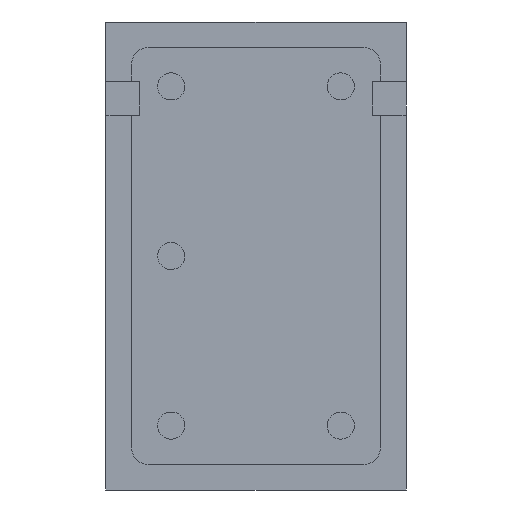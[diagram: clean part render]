
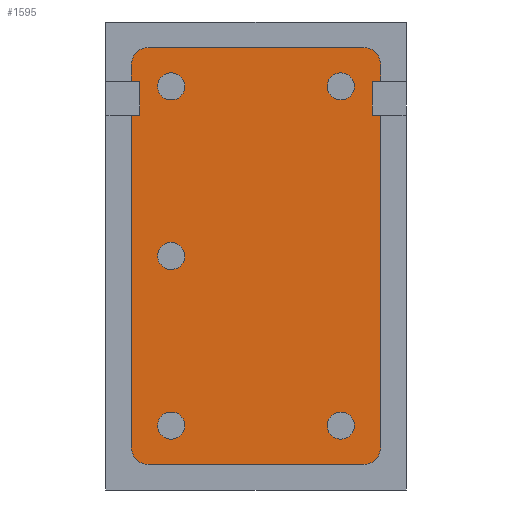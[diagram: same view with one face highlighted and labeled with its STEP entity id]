
A CAD part, front view. The second image highlights one B-rep face of the part: STEP entity #1595.
In plain terms, the highlighted planar face has unit normal (0, -1, 0).
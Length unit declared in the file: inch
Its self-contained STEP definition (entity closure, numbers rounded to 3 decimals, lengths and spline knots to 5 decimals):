
#64=CIRCLE($,#1702,0.01);
#65=CIRCLE($,#1703,0.01);
#66=CIRCLE($,#1704,0.01);
#67=CIRCLE($,#1705,0.01);
#115=FACE_OUTER_BOUND($,#209,.T.);
#209=EDGE_LOOP($,(#1126,#1127,#1128,#1129,#1130,#1131,#1132,#1133,#1134,
#1135,#1136,#1137,#1138,#1139,#1140,#1141));
#335=LINE($,#2377,#523);
#338=LINE($,#2384,#526);
#339=LINE($,#2386,#527);
#340=LINE($,#2390,#528);
#341=LINE($,#2394,#529);
#342=LINE($,#2396,#530);
#343=LINE($,#2398,#531);
#344=LINE($,#2400,#532);
#345=LINE($,#2402,#533);
#346=LINE($,#2406,#534);
#347=LINE($,#2409,#535);
#348=LINE($,#2410,#536);
#523=VECTOR($,#1901,0.196);
#526=VECTOR($,#1906,0.005);
#527=VECTOR($,#1907,0.01);
#528=VECTOR($,#1910,0.127);
#529=VECTOR($,#1913,0.01);
#530=VECTOR($,#1914,0.005);
#531=VECTOR($,#1915,0.02);
#532=VECTOR($,#1916,0.005);
#533=VECTOR($,#1917,0.196);
#534=VECTOR($,#1920,0.127);
#535=VECTOR($,#1923,0.005);
#536=VECTOR($,#1924,0.02);
#701=VERTEX_POINT($,#2373);
#703=VERTEX_POINT($,#2376);
#705=VERTEX_POINT($,#2382);
#706=VERTEX_POINT($,#2383);
#707=VERTEX_POINT($,#2385);
#708=VERTEX_POINT($,#2387);
#709=VERTEX_POINT($,#2389);
#710=VERTEX_POINT($,#2391);
#711=VERTEX_POINT($,#2393);
#712=VERTEX_POINT($,#2395);
#713=VERTEX_POINT($,#2397);
#714=VERTEX_POINT($,#2399);
#715=VERTEX_POINT($,#2401);
#716=VERTEX_POINT($,#2403);
#717=VERTEX_POINT($,#2405);
#718=VERTEX_POINT($,#2408);
#865=EDGE_CURVE($,#703,#701,#335,.T.);
#868=EDGE_CURVE($,#705,#706,#338,.T.);
#869=EDGE_CURVE($,#705,#707,#339,.T.);
#870=EDGE_CURVE($,#707,#708,#64,.T.);
#871=EDGE_CURVE($,#708,#709,#340,.T.);
#872=EDGE_CURVE($,#709,#710,#65,.T.);
#873=EDGE_CURVE($,#710,#711,#341,.T.);
#874=EDGE_CURVE($,#712,#711,#342,.T.);
#875=EDGE_CURVE($,#713,#712,#343,.T.);
#876=EDGE_CURVE($,#714,#713,#344,.T.);
#877=EDGE_CURVE($,#714,#715,#345,.T.);
#878=EDGE_CURVE($,#715,#716,#66,.T.);
#879=EDGE_CURVE($,#716,#717,#346,.T.);
#880=EDGE_CURVE($,#717,#703,#67,.T.);
#881=EDGE_CURVE($,#718,#701,#347,.T.);
#882=EDGE_CURVE($,#706,#718,#348,.T.);
#1126=ORIENTED_EDGE($,*,*,#868,.F.);
#1127=ORIENTED_EDGE($,*,*,#869,.T.);
#1128=ORIENTED_EDGE($,*,*,#870,.T.);
#1129=ORIENTED_EDGE($,*,*,#871,.T.);
#1130=ORIENTED_EDGE($,*,*,#872,.T.);
#1131=ORIENTED_EDGE($,*,*,#873,.T.);
#1132=ORIENTED_EDGE($,*,*,#874,.F.);
#1133=ORIENTED_EDGE($,*,*,#875,.F.);
#1134=ORIENTED_EDGE($,*,*,#876,.F.);
#1135=ORIENTED_EDGE($,*,*,#877,.T.);
#1136=ORIENTED_EDGE($,*,*,#878,.T.);
#1137=ORIENTED_EDGE($,*,*,#879,.T.);
#1138=ORIENTED_EDGE($,*,*,#880,.T.);
#1139=ORIENTED_EDGE($,*,*,#865,.T.);
#1140=ORIENTED_EDGE($,*,*,#881,.F.);
#1141=ORIENTED_EDGE($,*,*,#882,.F.);
#1513=PLANE($,#1701);
#1595=ADVANCED_FACE($,(#115),#1513,.F.);
#1701=AXIS2_PLACEMENT_3D($,#2381,#1904,#1905);
#1702=AXIS2_PLACEMENT_3D($,#2388,#1908,#1909);
#1703=AXIS2_PLACEMENT_3D($,#2392,#1911,#1912);
#1704=AXIS2_PLACEMENT_3D($,#2404,#1918,#1919);
#1705=AXIS2_PLACEMENT_3D($,#2407,#1921,#1922);
#1901=DIRECTION($,(0.,0.,1.));
#1904=DIRECTION('center_axis',(0.,1.,0.));
#1905=DIRECTION('ref_axis',(0.,0.,1.));
#1906=DIRECTION($,(-1.,0.,0.));
#1907=DIRECTION($,(0.,0.,1.));
#1908=DIRECTION('center_axis',(0.,-1.,0.));
#1909=DIRECTION('ref_axis',(0.,0.,1.));
#1910=DIRECTION($,(-1.,0.,0.));
#1911=DIRECTION('center_axis',(0.,-1.,0.));
#1912=DIRECTION('ref_axis',(-1.,0.,0.));
#1913=DIRECTION($,(0.,0.,-1.));
#1914=DIRECTION($,(-1.,0.,0.));
#1915=DIRECTION($,(0.,0.,1.));
#1916=DIRECTION($,(1.,0.,0.));
#1917=DIRECTION($,(0.,0.,-1.));
#1918=DIRECTION('center_axis',(0.,-1.,0.));
#1919=DIRECTION('ref_axis',(0.,0.,-1.));
#1920=DIRECTION($,(1.,0.,0.));
#1921=DIRECTION('center_axis',(0.,-1.,0.));
#1922=DIRECTION('ref_axis',(1.,0.,0.));
#1923=DIRECTION($,(1.,0.,0.));
#1924=DIRECTION($,(0.,0.,-1.));
#2373=CARTESIAN_POINT('',(0.0735,-0.211,0.083));
#2376=CARTESIAN_POINT('',(0.0735,-0.211,-0.113));
#2377=CARTESIAN_POINT($,(0.0735,-0.211,0.113));
#2381=CARTESIAN_POINT('Origin',(0.,-0.211,0.));
#2382=CARTESIAN_POINT('',(0.0735,-0.211,0.103));
#2383=CARTESIAN_POINT('',(0.0685,-0.211,0.103));
#2384=CARTESIAN_POINT($,(0.03425,-0.211,0.103));
#2385=CARTESIAN_POINT('',(0.0735,-0.211,0.113));
#2386=CARTESIAN_POINT($,(0.0735,-0.211,0.113));
#2387=CARTESIAN_POINT('',(0.0635,-0.211,0.123));
#2388=CARTESIAN_POINT('Origin',(0.0635,-0.211,0.113));
#2389=CARTESIAN_POINT('',(-0.0635,-0.211,0.123));
#2390=CARTESIAN_POINT($,(-0.0635,-0.211,0.123));
#2391=CARTESIAN_POINT('',(-0.0735,-0.211,0.113));
#2392=CARTESIAN_POINT('Origin',(-0.0635,-0.211,0.113));
#2393=CARTESIAN_POINT('',(-0.0735,-0.211,0.103));
#2394=CARTESIAN_POINT($,(-0.0735,-0.211,-0.113));
#2395=CARTESIAN_POINT('',(-0.0685,-0.211,0.103));
#2396=CARTESIAN_POINT($,(-0.04425,-0.211,0.103));
#2397=CARTESIAN_POINT('',(-0.0685,-0.211,0.083));
#2398=CARTESIAN_POINT($,(-0.0685,-0.211,0.0515));
#2399=CARTESIAN_POINT('',(-0.0735,-0.211,0.083));
#2400=CARTESIAN_POINT($,(-0.03425,-0.211,0.083));
#2401=CARTESIAN_POINT('',(-0.0735,-0.211,-0.113));
#2402=CARTESIAN_POINT($,(-0.0735,-0.211,-0.113));
#2403=CARTESIAN_POINT('',(-0.0635,-0.211,-0.123));
#2404=CARTESIAN_POINT('Origin',(-0.0635,-0.211,-0.113));
#2405=CARTESIAN_POINT('',(0.0635,-0.211,-0.123));
#2406=CARTESIAN_POINT($,(0.0635,-0.211,-0.123));
#2407=CARTESIAN_POINT('Origin',(0.0635,-0.211,-0.113));
#2408=CARTESIAN_POINT('',(0.0685,-0.211,0.083));
#2409=CARTESIAN_POINT($,(0.04425,-0.211,0.083));
#2410=CARTESIAN_POINT($,(0.0685,-0.211,0.0415));
